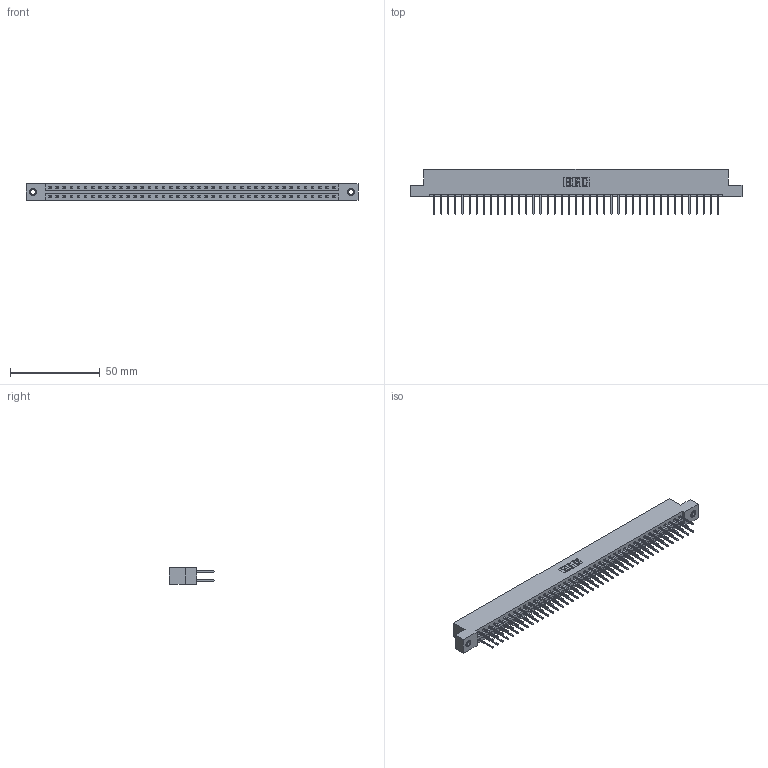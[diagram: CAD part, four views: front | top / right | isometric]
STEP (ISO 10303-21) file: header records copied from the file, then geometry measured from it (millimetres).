
FILE_DESCRIPTION (( 'STEP AP203' ), '1' );
FILE_NAME ('387-082-523-207.STEP', '2018-09-23T19:50:43', ( '' ), ( '' ), 'SwSTEP 2.0', 'SolidWorks 2016', '' );
FILE_SCHEMA (( 'CONFIG_CONTROL_DESIGN' ));
Length unit declared in the file: inch
Products named in the file (4): 337 Part_Flush Mounting Lugs - 0.156 Dia-TI; 345-292-001_345-293-123; 345-250-001_345-250-005-103; 387-082-523-207
Assembly tree (85 placements, depth 2):
  387-082-523-207
    337 Part_Flush Mounting Lugs - 0.156 Dia-TI
    345-292-001_345-293-123  x82
    345-250-001_345-250-005-103  x2
Bounding box: 185.47 x 25.15 x 9.4 mm (x, y, z)
Volume: 19687.7 mm3; surface area: 23081.9 mm2
Topology: 85 solids, 85 shells, 4602 faces, 13649 edges, 8982 vertices
Faces by surface type: plane 3218, cylinder 1368, cone 12, torus 4
Entity records: 33122 total; most frequent: CARTESIAN_POINT 5561, ORIENTED_EDGE 5490, DIRECTION 4763, EDGE_CURVE 2745, LINE 2597, VECTOR 2597, VERTEX_POINT 1824, AXIS2_PLACEMENT_3D 1083
